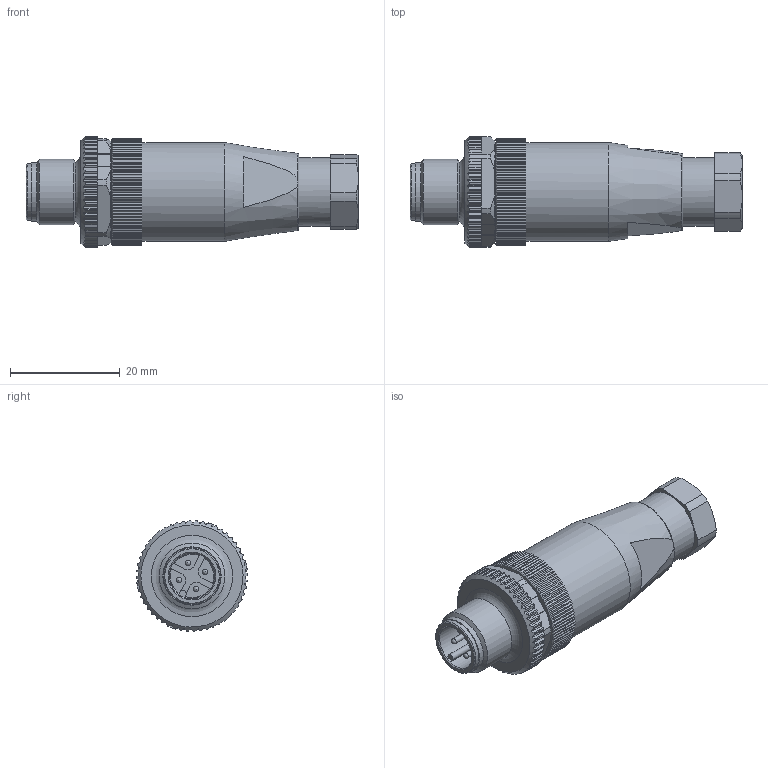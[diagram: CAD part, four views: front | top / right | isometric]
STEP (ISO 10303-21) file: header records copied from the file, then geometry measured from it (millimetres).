
FILE_DESCRIPTION(/* description */ (''),/* implementation_level */ '2;1');
FILE_NAME(/* name */ '99 0429 XXX 04 014_02.stp',/* time_stamp */ '2013-09-09T16:42:45+02:00',/* author */ (''),/* organization */ (''),/* preprocessor_version */ 'ST-DEVELOPER v14',/* originating_system */ 'SIEMENS PLM Software NX 8.0',/* authorisation */ '');
FILE_SCHEMA (('AP203_CONFIGURATION_CONTROLLED_3D_DESIGN_OF_MECHANICAL_PARTS_AND_ASSEMBLIES_MIM_LF { 1 0 10303 403 2 1 2}'));
Length unit declared in the file: millimetre
Products named in the file (1): cerl0FC8236Eux5z
Bounding box: 60.4 x 20.19 x 20.19 mm (x, y, z)
Volume: 11761.8 mm3; surface area: 4149.8 mm2
Topology: 1 solids, 1 shells, 615 faces, 1794 edges, 1189 vertices
Faces by surface type: plane 359, cylinder 226, cone 24, sphere 4, torus 2
Full cylindrical faces by diameter (mm): 1 x4, 8.3 x1, 10.3 x1, 10.6 x1, 12 x1, 12.5 x1, 16.3 x1, 18 x1
Entity records: 21878 total; most frequent: CARTESIAN_POINT 6207, ORIENTED_EDGE 3504, DIRECTION 2944, EDGE_CURVE 1752, VERTEX_POINT 1172, AXIS2_PLACEMENT_3D 1013, LINE 918, VECTOR 918
